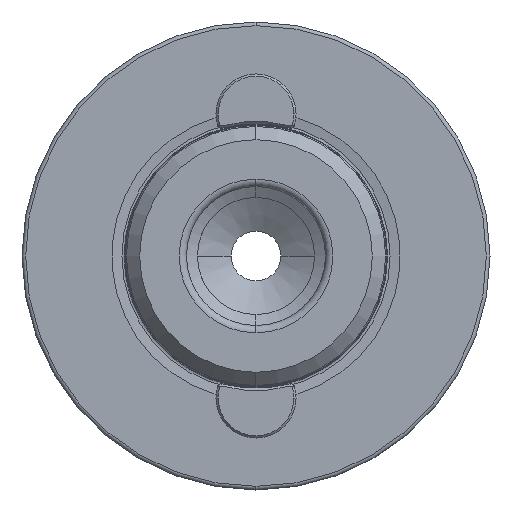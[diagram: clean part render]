
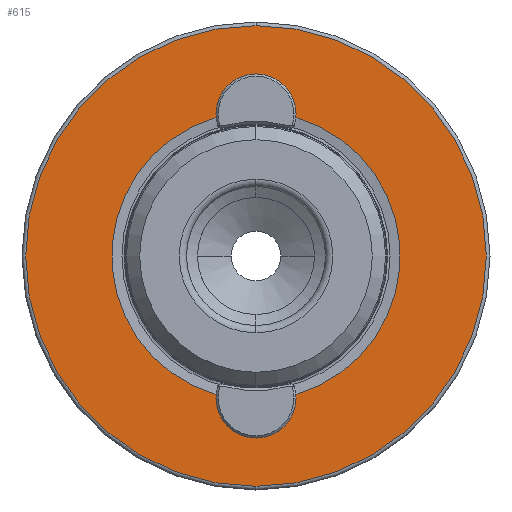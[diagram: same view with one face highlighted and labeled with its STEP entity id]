
A CAD part, left-side view. The second image highlights one B-rep face of the part: STEP entity #615.
In plain terms, the highlighted planar face has unit normal (-1, 0, 0).
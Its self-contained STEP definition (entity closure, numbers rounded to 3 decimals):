
#2 = VERTEX_POINT ( 'NONE', #542 ) ;
#259 = CARTESIAN_POINT ( 'NONE',  ( 0., 0., -31.5 ) ) ;
#306 = CIRCLE ( 'NONE', #1027, 3. ) ;
#328 = AXIS2_PLACEMENT_3D ( 'NONE', #801, #812, #839 ) ;
#363 = CIRCLE ( 'NONE', #2833, 3. ) ;
#375 = DIRECTION ( 'NONE',  ( 0., 0., -1. ) ) ;
#378 = CARTESIAN_POINT ( 'NONE',  ( 0., -2.305, 19.58 ) ) ;
#390 = DIRECTION ( 'NONE',  ( 1., 0., 0. ) ) ;
#398 = CARTESIAN_POINT ( 'NONE',  ( 0., 0., 21.5 ) ) ;
#542 = CARTESIAN_POINT ( 'NONE',  ( 0., 2.305, 19.58 ) ) ;
#599 = EDGE_CURVE ( 'NONE', #4221, #834, #1352, .T. ) ;
#611 = AXIS2_PLACEMENT_3D ( 'NONE', #5078, #5085, #5113 ) ;
#615 = ADVANCED_FACE ( 'NONE', ( #3319, #4047 ), #4737, .F. ) ;
#663 = AXIS2_PLACEMENT_3D ( 'NONE', #4442, #4467, #4500 ) ;
#703 = EDGE_CURVE ( 'NONE', #834, #4221, #948, .T. ) ;
#758 = AXIS2_PLACEMENT_3D ( 'NONE', #2490, #2382, #2397 ) ;
#794 = VERTEX_POINT ( 'NONE', #378 ) ;
#801 = CARTESIAN_POINT ( 'NONE',  ( 0., 0., -21.5 ) ) ;
#812 = DIRECTION ( 'NONE',  ( -1., 0., 0. ) ) ;
#834 = VERTEX_POINT ( 'NONE', #952 ) ;
#837 = EDGE_CURVE ( 'NONE', #4921, #794, #3646, .T. ) ;
#839 = DIRECTION ( 'NONE',  ( 0., 0., 1. ) ) ;
#948 = CIRCLE ( 'NONE', #611, 31.5 ) ;
#952 = CARTESIAN_POINT ( 'NONE',  ( 0., 0., 31.5 ) ) ;
#1027 = AXIS2_PLACEMENT_3D ( 'NONE', #2666, #2587, #2569 ) ;
#1201 = ORIENTED_EDGE ( 'NONE', *, *, #4475, .F. ) ;
#1207 = ORIENTED_EDGE ( 'NONE', *, *, #4450, .T. ) ;
#1212 = ORIENTED_EDGE ( 'NONE', *, *, #599, .T. ) ;
#1227 = CARTESIAN_POINT ( 'NONE',  ( 0., 0., 0. ) ) ;
#1321 = CIRCLE ( 'NONE', #328, 3. ) ;
#1352 = CIRCLE ( 'NONE', #2605, 31.5 ) ;
#1375 = DIRECTION ( 'NONE',  ( 0., 0., 1. ) ) ;
#1381 = DIRECTION ( 'NONE',  ( -1., 0., 0. ) ) ;
#1425 = EDGE_CURVE ( 'NONE', #1997, #3241, #1321, .T. ) ;
#1997 = VERTEX_POINT ( 'NONE', #3430 ) ;
#2068 = ORIENTED_EDGE ( 'NONE', *, *, #3811, .F. ) ;
#2382 = DIRECTION ( 'NONE',  ( -1., 0., 0. ) ) ;
#2397 = DIRECTION ( 'NONE',  ( 0., 0., 1. ) ) ;
#2490 = CARTESIAN_POINT ( 'NONE',  ( 0., 0., -21.5 ) ) ;
#2569 = DIRECTION ( 'NONE',  ( 0., 0., -1. ) ) ;
#2570 = DIRECTION ( 'NONE',  ( 0., 0., 1. ) ) ;
#2583 = DIRECTION ( 'NONE',  ( -1., 0., 0. ) ) ;
#2587 = DIRECTION ( 'NONE',  ( 1., 0., 0. ) ) ;
#2588 = CARTESIAN_POINT ( 'NONE',  ( 0., 0., 0. ) ) ;
#2605 = AXIS2_PLACEMENT_3D ( 'NONE', #4449, #4455, #4460 ) ;
#2666 = CARTESIAN_POINT ( 'NONE',  ( 0., 0., 21.5 ) ) ;
#2706 = CARTESIAN_POINT ( 'NONE',  ( 0., 0., -24.5 ) ) ;
#2801 = EDGE_LOOP ( 'NONE', ( #2068, #1207, #4714, #5090, #1201, #3438 ) ) ;
#2833 = AXIS2_PLACEMENT_3D ( 'NONE', #398, #390, #375 ) ;
#3128 = AXIS2_PLACEMENT_3D ( 'NONE', #1227, #1381, #1375 ) ;
#3241 = VERTEX_POINT ( 'NONE', #2706 ) ;
#3319 = FACE_BOUND ( 'NONE', #2801, .T. ) ;
#3430 = CARTESIAN_POINT ( 'NONE',  ( 0., 2.305, -19.58 ) ) ;
#3438 = ORIENTED_EDGE ( 'NONE', *, *, #1425, .F. ) ;
#3443 = CIRCLE ( 'NONE', #758, 3. ) ;
#3474 = VERTEX_POINT ( 'NONE', #4852 ) ;
#3615 = ORIENTED_EDGE ( 'NONE', *, *, #703, .T. ) ;
#3646 = CIRCLE ( 'NONE', #3128, 19.715 ) ;
#3684 = CIRCLE ( 'NONE', #5134, 19.715 ) ;
#3811 = EDGE_CURVE ( 'NONE', #2, #1997, #3684, .T. ) ;
#3824 = CARTESIAN_POINT ( 'NONE',  ( 0., -2.305, -19.58 ) ) ;
#4047 = FACE_OUTER_BOUND ( 'NONE', #4954, .T. ) ;
#4158 = EDGE_CURVE ( 'NONE', #3474, #794, #363, .T. ) ;
#4221 = VERTEX_POINT ( 'NONE', #259 ) ;
#4442 = CARTESIAN_POINT ( 'NONE',  ( 0., 0., -19.715 ) ) ;
#4449 = CARTESIAN_POINT ( 'NONE',  ( 0., 0., 0. ) ) ;
#4450 = EDGE_CURVE ( 'NONE', #2, #3474, #306, .T. ) ;
#4455 = DIRECTION ( 'NONE',  ( -1., 0., 0. ) ) ;
#4460 = DIRECTION ( 'NONE',  ( 0., 0., 1. ) ) ;
#4467 = DIRECTION ( 'NONE',  ( 1., 0., 0. ) ) ;
#4475 = EDGE_CURVE ( 'NONE', #3241, #4921, #3443, .T. ) ;
#4500 = DIRECTION ( 'NONE',  ( 0., 0., -1. ) ) ;
#4714 = ORIENTED_EDGE ( 'NONE', *, *, #4158, .T. ) ;
#4737 = PLANE ( 'NONE',  #663 ) ;
#4852 = CARTESIAN_POINT ( 'NONE',  ( 0., 0., 24.5 ) ) ;
#4921 = VERTEX_POINT ( 'NONE', #3824 ) ;
#4954 = EDGE_LOOP ( 'NONE', ( #3615, #1212 ) ) ;
#5078 = CARTESIAN_POINT ( 'NONE',  ( 0., 0., 0. ) ) ;
#5085 = DIRECTION ( 'NONE',  ( -1., 0., 0. ) ) ;
#5090 = ORIENTED_EDGE ( 'NONE', *, *, #837, .F. ) ;
#5113 = DIRECTION ( 'NONE',  ( 0., 0., 1. ) ) ;
#5134 = AXIS2_PLACEMENT_3D ( 'NONE', #2588, #2583, #2570 ) ;
